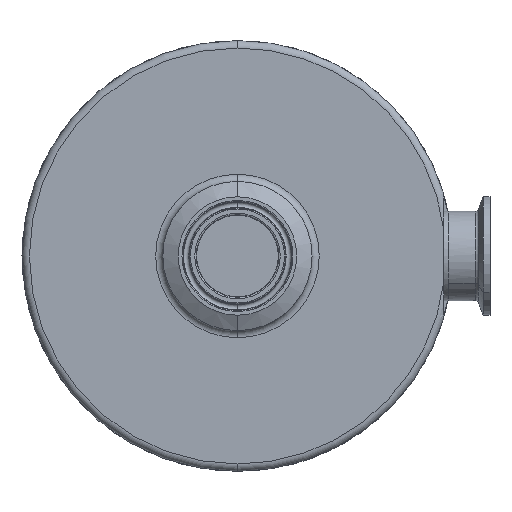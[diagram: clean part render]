
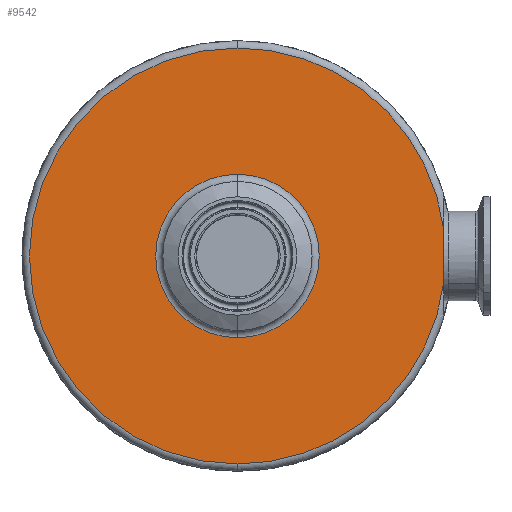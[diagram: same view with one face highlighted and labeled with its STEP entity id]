
A CAD part, front view. The second image highlights one B-rep face of the part: STEP entity #9542.
In plain terms, the highlighted planar face has unit normal (0, -1, 0).
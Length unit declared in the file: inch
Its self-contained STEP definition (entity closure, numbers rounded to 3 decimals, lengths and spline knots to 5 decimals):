
#121 = DIRECTION ( 'NONE',  ( 0., 0., -1. ) ) ;
#187 = VERTEX_POINT ( 'NONE', #1903 ) ;
#387 = CIRCLE ( 'NONE', #7353, 3.485 ) ;
#790 = CARTESIAN_POINT ( 'NONE',  ( 3.454, -1.39, 0. ) ) ;
#1123 = EDGE_LOOP ( 'NONE', ( #2017, #2073 ) ) ;
#1146 = ORIENTED_EDGE ( 'NONE', *, *, #5866, .T. ) ;
#1191 = CIRCLE ( 'NONE', #2772, 1.37 ) ;
#1903 = CARTESIAN_POINT ( 'NONE',  ( 3.454, -1.39, -0.4638 ) ) ;
#1940 = DIRECTION ( 'NONE',  ( 0., -1., 0. ) ) ;
#2017 = ORIENTED_EDGE ( 'NONE', *, *, #4140, .F. ) ;
#2073 = ORIENTED_EDGE ( 'NONE', *, *, #4505, .F. ) ;
#2186 = CIRCLE ( 'NONE', #9582, 1.37 ) ;
#2262 = CARTESIAN_POINT ( 'NONE',  ( 0., -1.39, -1.37 ) ) ;
#2417 = DIRECTION ( 'NONE',  ( 0., 0., -1. ) ) ;
#2772 = AXIS2_PLACEMENT_3D ( 'NONE', #7240, #4457, #11928 ) ;
#2904 = CARTESIAN_POINT ( 'NONE',  ( 0., -1.39, 0. ) ) ;
#2926 = CARTESIAN_POINT ( 'NONE',  ( 0., -1.39, 0. ) ) ;
#3407 = CARTESIAN_POINT ( 'NONE',  ( 1.37, -1.39, 0. ) ) ;
#3829 = DIRECTION ( 'NONE',  ( 0., -1., 0. ) ) ;
#3885 = CARTESIAN_POINT ( 'NONE',  ( 0., -1.39, 3.485 ) ) ;
#4096 = VERTEX_POINT ( 'NONE', #6102 ) ;
#4140 = EDGE_CURVE ( 'NONE', #4948, #7283, #1191, .T. ) ;
#4275 = EDGE_CURVE ( 'NONE', #4096, #8076, #8016, .T. ) ;
#4457 = DIRECTION ( 'NONE',  ( 0., -1., 0. ) ) ;
#4505 = EDGE_CURVE ( 'NONE', #7283, #4948, #2186, .T. ) ;
#4647 = ORIENTED_EDGE ( 'NONE', *, *, #4275, .T. ) ;
#4948 = VERTEX_POINT ( 'NONE', #2262 ) ;
#5061 = VERTEX_POINT ( 'NONE', #9026 ) ;
#5127 = VECTOR ( 'NONE', #11790, 39.37008 ) ;
#5365 = EDGE_LOOP ( 'NONE', ( #11426, #4647, #1146, #6132 ) ) ;
#5583 = DIRECTION ( 'NONE',  ( 0., -1., 0. ) ) ;
#5660 = DIRECTION ( 'NONE',  ( 0., 0., -1. ) ) ;
#5866 = EDGE_CURVE ( 'NONE', #8076, #5061, #387, .T. ) ;
#5906 = AXIS2_PLACEMENT_3D ( 'NONE', #3407, #9973, #2417 ) ;
#6102 = CARTESIAN_POINT ( 'NONE',  ( 3.454, -1.39, 0.4638 ) ) ;
#6132 = ORIENTED_EDGE ( 'NONE', *, *, #8052, .T. ) ;
#7073 = AXIS2_PLACEMENT_3D ( 'NONE', #2904, #3829, #121 ) ;
#7240 = CARTESIAN_POINT ( 'NONE',  ( 0., -1.39, 0. ) ) ;
#7283 = VERTEX_POINT ( 'NONE', #9346 ) ;
#7335 = CARTESIAN_POINT ( 'NONE',  ( 0., -1.39, 0. ) ) ;
#7353 = AXIS2_PLACEMENT_3D ( 'NONE', #7335, #11958, #12022 ) ;
#8006 = EDGE_CURVE ( 'NONE', #4096, #187, #8086, .T. ) ;
#8016 = CIRCLE ( 'NONE', #10723, 3.485 ) ;
#8052 = EDGE_CURVE ( 'NONE', #5061, #187, #10769, .T. ) ;
#8076 = VERTEX_POINT ( 'NONE', #3885 ) ;
#8086 = LINE ( 'NONE', #790, #5127 ) ;
#9026 = CARTESIAN_POINT ( 'NONE',  ( 0., -1.39, -3.485 ) ) ;
#9308 = DIRECTION ( 'NONE',  ( 0., 0., -1. ) ) ;
#9346 = CARTESIAN_POINT ( 'NONE',  ( 0., -1.39, 1.37 ) ) ;
#9542 = ADVANCED_FACE ( 'Defeatured_0_56', ( #10757, #11556 ), #9790, .T. ) ;
#9582 = AXIS2_PLACEMENT_3D ( 'NONE', #11116, #5583, #9308 ) ;
#9790 = PLANE ( 'NONE',  #5906 ) ;
#9973 = DIRECTION ( 'NONE',  ( 0., -1., 0. ) ) ;
#10723 = AXIS2_PLACEMENT_3D ( 'NONE', #2926, #1940, #5660 ) ;
#10757 = FACE_OUTER_BOUND ( 'NONE', #5365, .T. ) ;
#10769 = CIRCLE ( 'NONE', #7073, 3.485 ) ;
#11116 = CARTESIAN_POINT ( 'NONE',  ( 0., -1.39, 0. ) ) ;
#11426 = ORIENTED_EDGE ( 'NONE', *, *, #8006, .F. ) ;
#11556 = FACE_BOUND ( 'NONE', #1123, .T. ) ;
#11790 = DIRECTION ( 'NONE',  ( 0., 0., -1. ) ) ;
#11928 = DIRECTION ( 'NONE',  ( 0., 0., -1. ) ) ;
#11958 = DIRECTION ( 'NONE',  ( 0., -1., 0. ) ) ;
#12022 = DIRECTION ( 'NONE',  ( 0., 0., -1. ) ) ;
